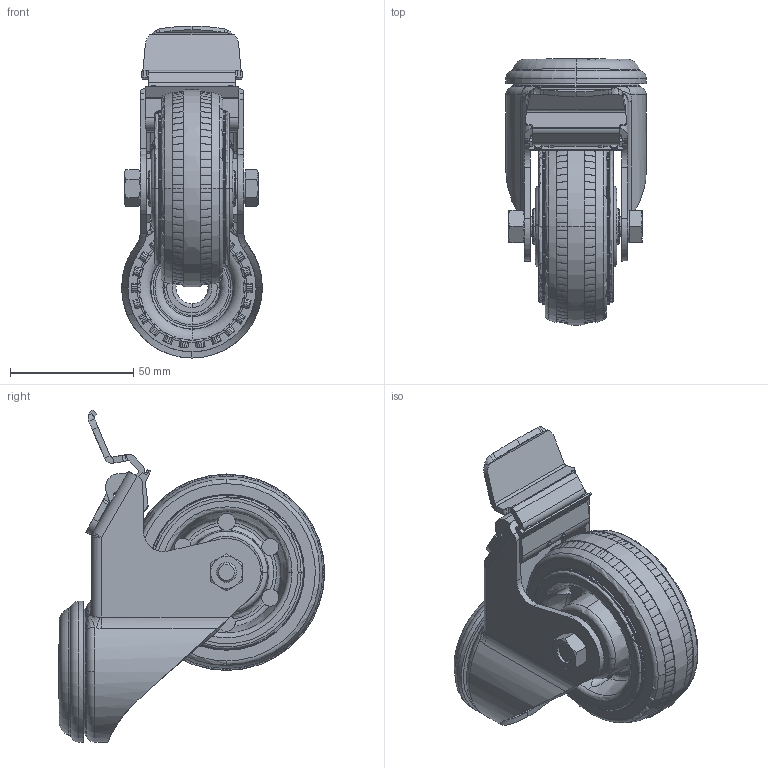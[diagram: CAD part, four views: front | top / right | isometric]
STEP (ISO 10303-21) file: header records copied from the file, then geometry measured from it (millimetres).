
FILE_DESCRIPTION (( 'STEP AP214' ), '1' );
FILE_NAME ('Accessories for aluminium profiles098S080GDNESD.step', '2016-10-19T13:30:49', ( '' ), ( '' ), 'SwSTEP 2.0', 'SolidWorks 2016', '' );
FILE_SCHEMA (( 'AUTOMOTIVE_DESIGN' ));
Length unit declared in the file: millimetre
Products named in the file (5): VPA_80_8K-EL_598235-214_selction no pls; 4DIN931M08048MS01; 4DIN934M08M; 098SR.u.Tab_098S080D; Accessories for aluminium profiles098S080GDNESD
Assembly tree (4 placements, depth 2):
  Accessories for aluminium profiles098S080GDNESD
    098SR.u.Tab_098S080D
    4DIN934M08M
    4DIN931M08048MS01
    VPA_80_8K-EL_598235-214_selction no pls
Bounding box: 57 x 107.98 x 134.57 mm (x, y, z)
Volume: 193175.8 mm3; surface area: 64426.7 mm2
Topology: 6 solids, 8 shells, 1844 faces, 5035 edges, 3251 vertices
Faces by surface type: plane 734, bspline 430, cylinder 406, torus 166, cone 102, sphere 6
Entity records: 103921 total; most frequent: CARTESIAN_POINT 42440, ORIENTED_EDGE 10046, DIRECTION 6774, EDGE_CURVE 5023, VERTEX_POINT 3247, AXIS2_PLACEMENT_3D 2313, VECTOR 2148, LINE 2148
